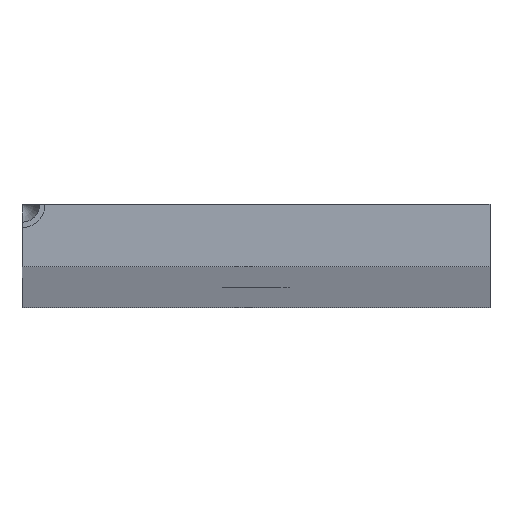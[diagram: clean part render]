
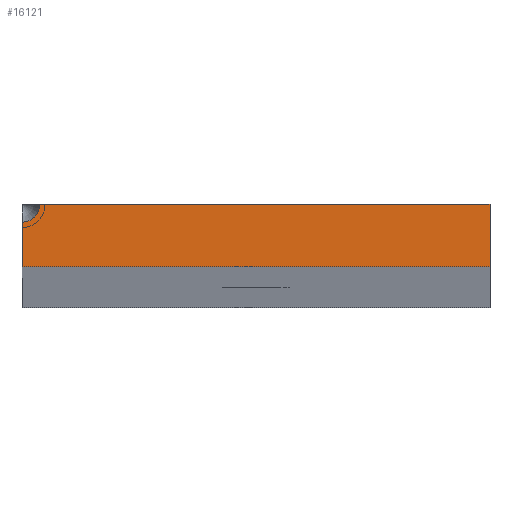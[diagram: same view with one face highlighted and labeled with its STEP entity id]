
A CAD part, top view. The second image highlights one B-rep face of the part: STEP entity #16121.
In plain terms, the highlighted planar face has unit normal (0, 0, 1).
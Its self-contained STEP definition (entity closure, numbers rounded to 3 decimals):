
#113 = CARTESIAN_POINT ( 'NONE',  ( -27.702, 4., 1500. ) ) ;
#394 = DIRECTION ( 'NONE',  ( 1., 0., 0. ) ) ;
#2193 = VERTEX_POINT ( 'NONE', #9436 ) ;
#2201 = DIRECTION ( 'NONE',  ( 0., 1., 0. ) ) ;
#2791 = VERTEX_POINT ( 'NONE', #18701 ) ;
#2875 = EDGE_CURVE ( 'NONE', #2193, #16051, #14757, .T. ) ;
#3428 = DIRECTION ( 'NONE',  ( 0., -1., 0. ) ) ;
#3461 = EDGE_CURVE ( 'NONE', #2193, #5122, #14988, .T. ) ;
#3953 = VECTOR ( 'NONE', #13731, 1000. ) ;
#4071 = LINE ( 'NONE', #12362, #4554 ) ;
#4554 = VECTOR ( 'NONE', #2201, 1000. ) ;
#4788 = FACE_OUTER_BOUND ( 'NONE', #13599, .T. ) ;
#5045 = DIRECTION ( 'NONE',  ( -1., 0., 0. ) ) ;
#5122 = VERTEX_POINT ( 'NONE', #18677 ) ;
#5343 = DIRECTION ( 'NONE',  ( -1., 0., 0. ) ) ;
#5608 = LINE ( 'NONE', #15024, #3953 ) ;
#5766 = VERTEX_POINT ( 'NONE', #8222 ) ;
#6122 = VECTOR ( 'NONE', #3428, 1000. ) ;
#6880 = ORIENTED_EDGE ( 'NONE', *, *, #18710, .T. ) ;
#7978 = AXIS2_PLACEMENT_3D ( 'NONE', #12497, #9467, #5045 ) ;
#8176 = CARTESIAN_POINT ( 'NONE',  ( -30., -4., 1500. ) ) ;
#8222 = CARTESIAN_POINT ( 'NONE',  ( 30., -4., 1500. ) ) ;
#8275 = CARTESIAN_POINT ( 'NONE',  ( -30., 4., 1500. ) ) ;
#8491 = ORIENTED_EDGE ( 'NONE', *, *, #2875, .F. ) ;
#8947 = ORIENTED_EDGE ( 'NONE', *, *, #9674, .T. ) ;
#9436 = CARTESIAN_POINT ( 'NONE',  ( -30., 1.702, 1500. ) ) ;
#9467 = DIRECTION ( 'NONE',  ( 0., 0., -1. ) ) ;
#9492 = ORIENTED_EDGE ( 'NONE', *, *, #3461, .T. ) ;
#9674 = EDGE_CURVE ( 'NONE', #5122, #5766, #11708, .T. ) ;
#11547 = DIRECTION ( 'NONE',  ( 0., 0., 1. ) ) ;
#11708 = LINE ( 'NONE', #13951, #14964 ) ;
#12120 = ORIENTED_EDGE ( 'NONE', *, *, #16030, .T. ) ;
#12362 = CARTESIAN_POINT ( 'NONE',  ( 30., -4., 1500. ) ) ;
#12497 = CARTESIAN_POINT ( 'NONE',  ( 0., 0., 1500. ) ) ;
#13599 = EDGE_LOOP ( 'NONE', ( #8491, #9492, #8947, #12120, #6880 ) ) ;
#13731 = DIRECTION ( 'NONE',  ( -1., 0., 0. ) ) ;
#13951 = CARTESIAN_POINT ( 'NONE',  ( -30., -4., 1500. ) ) ;
#14757 = CIRCLE ( 'NONE', #17913, 2.298 ) ;
#14964 = VECTOR ( 'NONE', #394, 1000. ) ;
#14988 = LINE ( 'NONE', #8176, #6122 ) ;
#15024 = CARTESIAN_POINT ( 'NONE',  ( -30., 4., 1500. ) ) ;
#15362 = PLANE ( 'NONE',  #7978 ) ;
#16030 = EDGE_CURVE ( 'NONE', #5766, #2791, #4071, .T. ) ;
#16051 = VERTEX_POINT ( 'NONE', #113 ) ;
#16121 = ADVANCED_FACE ( 'NONE', ( #4788 ), #15362, .F. ) ;
#17913 = AXIS2_PLACEMENT_3D ( 'NONE', #8275, #11547, #5343 ) ;
#18677 = CARTESIAN_POINT ( 'NONE',  ( -30., -4., 1500. ) ) ;
#18701 = CARTESIAN_POINT ( 'NONE',  ( 30., 4., 1500. ) ) ;
#18710 = EDGE_CURVE ( 'NONE', #2791, #16051, #5608, .T. ) ;
